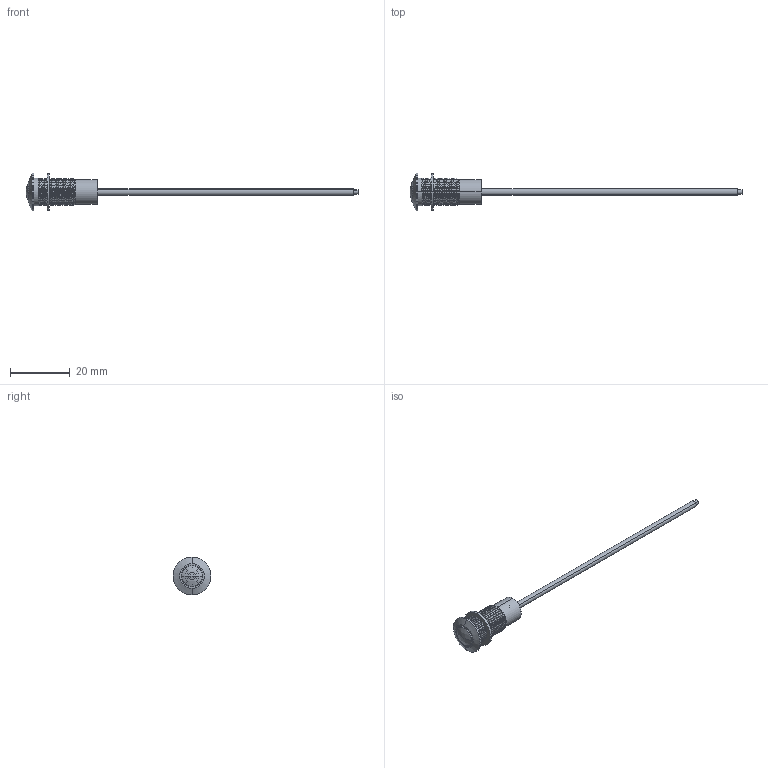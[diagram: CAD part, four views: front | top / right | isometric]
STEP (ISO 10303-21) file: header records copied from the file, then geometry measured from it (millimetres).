
FILE_DESCRIPTION (( 'STEP AP214' ), '1' );
FILE_NAME ('FLXR1CTP04.STEP', '2018-11-07T20:54:07', ( 'user' ), ( 'Microsoft' ), 'SwSTEP 2.0', 'SolidWorks 2018', '' );
FILE_SCHEMA (( 'AUTOMOTIVE_DESIGN' ));
Length unit declared in the file: inch
Products named in the file (8): FLXR1CTP04; yarn; CLS 480 BLK; 480_Generic; CLB 300_CLB 300 CTP; potting-flat; LCV 056 FLP; OF 22 XX
Assembly tree (7 placements, depth 2):
  FLXR1CTP04
    480_Generic
    CLB 300_CLB 300 CTP
    potting-flat
    LCV 056 FLP
    OF 22 XX
    CLS 480 BLK
    yarn
Bounding box: 111.26 x 12.7 x 12.7 mm (x, y, z)
Volume: 1568.7 mm3; surface area: 4592.4 mm2
Topology: 8 solids, 8 shells, 323 faces, 898 edges, 583 vertices
Faces by surface type: cylinder 144, torus 76, cone 46, plane 33, bspline 20, sphere 4
Entity records: 15600 total; most frequent: CARTESIAN_POINT 7643, ORIENTED_EDGE 1792, DIRECTION 1318, EDGE_CURVE 896, VERTEX_POINT 583, AXIS2_PLACEMENT_3D 582, B_SPLINE_CURVE_WITH_KNOTS 399, EDGE_LOOP 343
